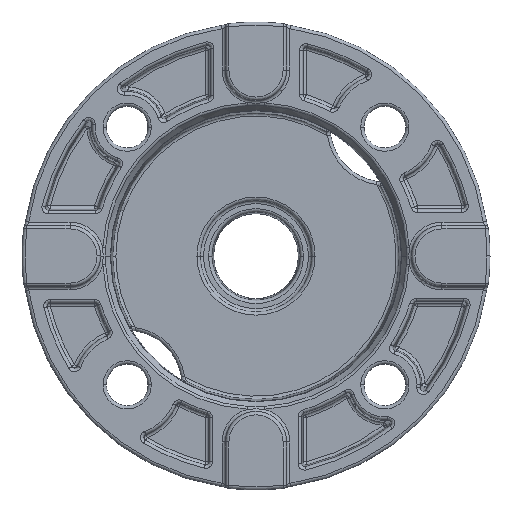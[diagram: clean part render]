
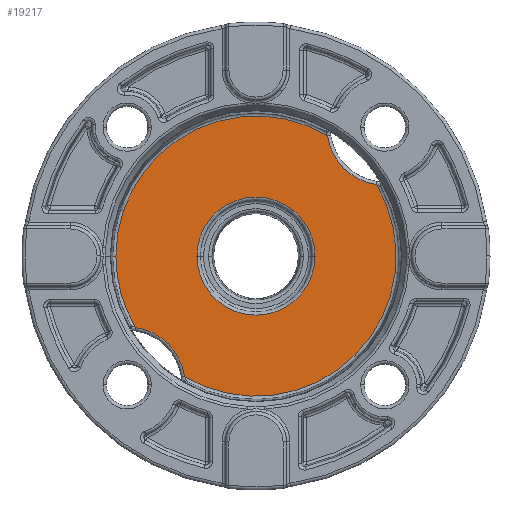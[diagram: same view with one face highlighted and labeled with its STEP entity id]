
A CAD part, top view. The second image highlights one B-rep face of the part: STEP entity #19217.
In plain terms, the highlighted planar face has unit normal (0, 0, 1).
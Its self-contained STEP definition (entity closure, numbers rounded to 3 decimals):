
#169 = ORIENTED_EDGE ( 'NONE', *, *, #8870, .T. ) ;
#226 = ORIENTED_EDGE ( 'NONE', *, *, #18208, .T. ) ;
#364 = ORIENTED_EDGE ( 'NONE', *, *, #13322, .T. ) ;
#649 = DIRECTION ( 'NONE',  ( -1., 0., 0. ) ) ;
#720 = CARTESIAN_POINT ( 'NONE',  ( 9.257, 5.491, 3.5 ) ) ;
#1226 = DIRECTION ( 'NONE',  ( -1., 0., 0. ) ) ;
#1580 = ORIENTED_EDGE ( 'NONE', *, *, #14448, .T. ) ;
#1638 = EDGE_LOOP ( 'NONE', ( #21135, #169, #1580, #226, #3279 ) ) ;
#1784 = CARTESIAN_POINT ( 'NONE',  ( 0., 0., 3.5 ) ) ;
#2024 = VERTEX_POINT ( 'NONE', #720 ) ;
#2208 = CARTESIAN_POINT ( 'NONE',  ( 0., 0., 3.5 ) ) ;
#2493 = AXIS2_PLACEMENT_3D ( 'NONE', #20918, #17556, #4635 ) ;
#2637 = DIRECTION ( 'NONE',  ( 0., 0., 1. ) ) ;
#2930 = AXIS2_PLACEMENT_3D ( 'NONE', #12788, #10992, #1226 ) ;
#3012 = AXIS2_PLACEMENT_3D ( 'NONE', #2208, #2637, #5498 ) ;
#3279 = ORIENTED_EDGE ( 'NONE', *, *, #9897, .T. ) ;
#3530 = CIRCLE ( 'NONE', #6352, 4.455 ) ;
#4190 = CARTESIAN_POINT ( 'NONE',  ( 9.899, 9.899, 3.5 ) ) ;
#4261 = DIRECTION ( 'NONE',  ( 0., 0., 1. ) ) ;
#4635 = DIRECTION ( 'NONE',  ( -1., 0., 0. ) ) ;
#4654 = DIRECTION ( 'NONE',  ( -1., 0., 0. ) ) ;
#4856 = EDGE_CURVE ( 'NONE', #19308, #20022, #19257, .T. ) ;
#4941 = PLANE ( 'NONE',  #5551 ) ;
#5498 = DIRECTION ( 'NONE',  ( -1., 0., 0. ) ) ;
#5551 = AXIS2_PLACEMENT_3D ( 'NONE', #11147, #18018, #4654 ) ;
#6244 = EDGE_CURVE ( 'NONE', #2024, #13580, #3530, .T. ) ;
#6263 = AXIS2_PLACEMENT_3D ( 'NONE', #1784, #13221, #14869 ) ;
#6352 = AXIS2_PLACEMENT_3D ( 'NONE', #4190, #15634, #7471 ) ;
#7294 = CIRCLE ( 'NONE', #11693, 10.763 ) ;
#7339 = VERTEX_POINT ( 'NONE', #13178 ) ;
#7471 = DIRECTION ( 'NONE',  ( -1., 0., 0. ) ) ;
#7554 = CARTESIAN_POINT ( 'NONE',  ( -9.257, -5.491, 3.5 ) ) ;
#8076 = CARTESIAN_POINT ( 'NONE',  ( -4.535, 0., 3.5 ) ) ;
#8673 = VERTEX_POINT ( 'NONE', #11272 ) ;
#8870 = EDGE_CURVE ( 'NONE', #13580, #7339, #20448, .T. ) ;
#9897 = EDGE_CURVE ( 'NONE', #8673, #2024, #10709, .T. ) ;
#10709 = CIRCLE ( 'NONE', #3012, 10.763 ) ;
#10992 = DIRECTION ( 'NONE',  ( 0., 0., -1. ) ) ;
#11147 = CARTESIAN_POINT ( 'NONE',  ( 0., 0., 3.5 ) ) ;
#11272 = CARTESIAN_POINT ( 'NONE',  ( -5.491, -9.257, 3.5 ) ) ;
#11693 = AXIS2_PLACEMENT_3D ( 'NONE', #14635, #4261, #20961 ) ;
#11927 = ORIENTED_EDGE ( 'NONE', *, *, #4856, .T. ) ;
#12788 = CARTESIAN_POINT ( 'NONE',  ( -9.899, -9.899, 3.5 ) ) ;
#13178 = CARTESIAN_POINT ( 'NONE',  ( -10.763, 0., 3.5 ) ) ;
#13221 = DIRECTION ( 'NONE',  ( 0., 0., 1. ) ) ;
#13322 = EDGE_CURVE ( 'NONE', #20022, #19308, #15776, .T. ) ;
#13580 = VERTEX_POINT ( 'NONE', #15658 ) ;
#13797 = CARTESIAN_POINT ( 'NONE',  ( 0., 0., 3.5 ) ) ;
#14400 = VERTEX_POINT ( 'NONE', #7554 ) ;
#14448 = EDGE_CURVE ( 'NONE', #7339, #14400, #7294, .T. ) ;
#14635 = CARTESIAN_POINT ( 'NONE',  ( 0., 0., 3.5 ) ) ;
#14869 = DIRECTION ( 'NONE',  ( -1., 0., 0. ) ) ;
#15634 = DIRECTION ( 'NONE',  ( 0., 0., -1. ) ) ;
#15658 = CARTESIAN_POINT ( 'NONE',  ( 5.491, 9.257, 3.5 ) ) ;
#15776 = CIRCLE ( 'NONE', #18123, 4.535 ) ;
#16400 = EDGE_LOOP ( 'NONE', ( #364, #11927 ) ) ;
#16807 = DIRECTION ( 'NONE',  ( 0., 0., -1. ) ) ;
#17556 = DIRECTION ( 'NONE',  ( 0., 0., -1. ) ) ;
#17703 = FACE_BOUND ( 'NONE', #16400, .T. ) ;
#18018 = DIRECTION ( 'NONE',  ( 0., 0., -1. ) ) ;
#18123 = AXIS2_PLACEMENT_3D ( 'NONE', #13797, #16807, #649 ) ;
#18208 = EDGE_CURVE ( 'NONE', #14400, #8673, #20014, .T. ) ;
#18300 = CARTESIAN_POINT ( 'NONE',  ( 4.535, 0., 3.5 ) ) ;
#19217 = ADVANCED_FACE ( 'NONE', ( #20020, #17703 ), #4941, .F. ) ;
#19257 = CIRCLE ( 'NONE', #2493, 4.535 ) ;
#19308 = VERTEX_POINT ( 'NONE', #18300 ) ;
#20014 = CIRCLE ( 'NONE', #2930, 4.455 ) ;
#20020 = FACE_OUTER_BOUND ( 'NONE', #1638, .T. ) ;
#20022 = VERTEX_POINT ( 'NONE', #8076 ) ;
#20448 = CIRCLE ( 'NONE', #6263, 10.763 ) ;
#20918 = CARTESIAN_POINT ( 'NONE',  ( 0., 0., 3.5 ) ) ;
#20961 = DIRECTION ( 'NONE',  ( -1., 0., 0. ) ) ;
#21135 = ORIENTED_EDGE ( 'NONE', *, *, #6244, .T. ) ;
